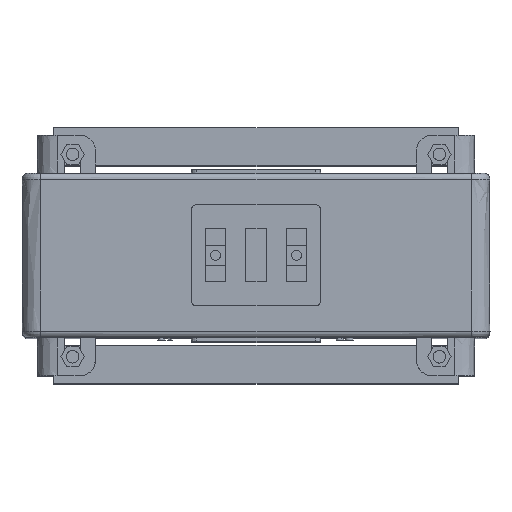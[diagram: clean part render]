
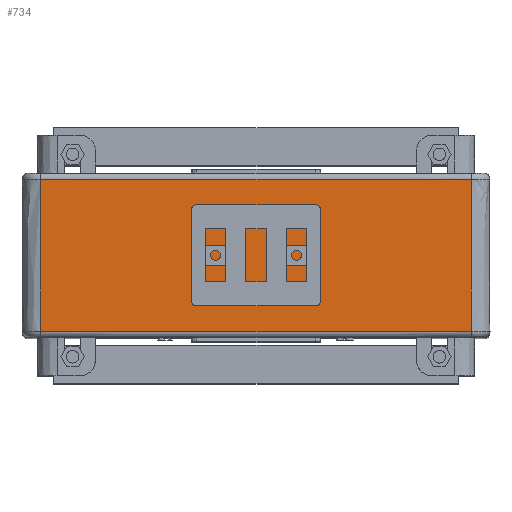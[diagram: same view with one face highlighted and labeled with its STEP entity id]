
A CAD part, top view. The second image highlights one B-rep face of the part: STEP entity #734.
In plain terms, the highlighted free-form (B-spline) face has degree [1, 1] with [2, 2] control points.
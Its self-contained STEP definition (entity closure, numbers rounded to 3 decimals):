
#734=ADVANCED_FACE($,(#1462),#8656,.T.);
#1462=FACE_OUTER_BOUND($,#2188,.T.);
#2188=EDGE_LOOP($,(#5045,#5046,#5047,#5048));
#5045=ORIENTED_EDGE($,*,*,#6831,.T.);
#5046=ORIENTED_EDGE($,*,*,#6808,.F.);
#5047=ORIENTED_EDGE($,*,*,#6829,.F.);
#5048=ORIENTED_EDGE($,*,*,#6835,.F.);
#6808=EDGE_CURVE($,#7971,#7972,#23900,.T.);
#6829=EDGE_CURVE($,#7979,#7971,#23913,.T.);
#6831=EDGE_CURVE($,#7982,#7972,#23915,.T.);
#6835=EDGE_CURVE($,#7982,#7979,#23919,.T.);
#7971=VERTEX_POINT($,#21289);
#7972=VERTEX_POINT($,#21290);
#7979=VERTEX_POINT($,#21297);
#7982=VERTEX_POINT($,#21300);
#8656=B_SPLINE_SURFACE_WITH_KNOTS($,1,1,((#20773,#20774),(#20775,#20776)),
.UNSPECIFIED.,.F.,.F.,.F.,(2,2),(2,2),(7.5,177.5),(2.5,
62.5),.UNSPECIFIED.);
#20077=CARTESIAN_POINT($,(177.5,2.5,308.));
#20078=CARTESIAN_POINT($,(120.833,2.5,308.));
#20079=CARTESIAN_POINT($,(64.167,2.5,308.));
#20080=CARTESIAN_POINT($,(7.5,2.5,308.));
#20206=CARTESIAN_POINT($,(177.5,62.5,308.));
#20207=CARTESIAN_POINT($,(177.5,42.5,308.));
#20208=CARTESIAN_POINT($,(177.5,22.5,308.));
#20209=CARTESIAN_POINT($,(177.5,2.5,308.));
#20221=CARTESIAN_POINT($,(7.5,62.5,308.));
#20222=CARTESIAN_POINT($,(7.5,42.5,308.));
#20223=CARTESIAN_POINT($,(7.5,22.5,308.));
#20224=CARTESIAN_POINT($,(7.5,2.5,308.));
#20237=CARTESIAN_POINT($,(7.5,62.5,308.));
#20238=CARTESIAN_POINT($,(64.167,62.5,308.));
#20239=CARTESIAN_POINT($,(120.833,62.5,308.));
#20240=CARTESIAN_POINT($,(177.5,62.5,308.));
#20773=CARTESIAN_POINT($,(177.5,62.5,308.));
#20774=CARTESIAN_POINT($,(177.5,2.5,308.));
#20775=CARTESIAN_POINT($,(7.5,62.5,308.));
#20776=CARTESIAN_POINT($,(7.5,2.5,308.));
#21289=CARTESIAN_POINT($,(177.5,2.5,308.));
#21290=CARTESIAN_POINT($,(7.5,2.5,308.));
#21297=CARTESIAN_POINT($,(177.5,62.5,308.));
#21300=CARTESIAN_POINT($,(7.5,62.5,308.));
#23900=B_SPLINE_CURVE_WITH_KNOTS($,3,(#20077,#20078,#20079,#20080),.UNSPECIFIED.,
.F.,.F.,(4,4),(-177.5,-7.5),.UNSPECIFIED.);
#23913=B_SPLINE_CURVE_WITH_KNOTS($,3,(#20206,#20207,#20208,#20209),.UNSPECIFIED.,
.F.,.F.,(4,4),(-62.5,-2.5),.UNSPECIFIED.);
#23915=B_SPLINE_CURVE_WITH_KNOTS($,3,(#20221,#20222,#20223,#20224),.UNSPECIFIED.,
.F.,.F.,(4,4),(-62.5,-2.5),.UNSPECIFIED.);
#23919=B_SPLINE_CURVE_WITH_KNOTS($,3,(#20237,#20238,#20239,#20240),.UNSPECIFIED.,
.F.,.F.,(4,4),(-177.5,-7.5),.UNSPECIFIED.);
